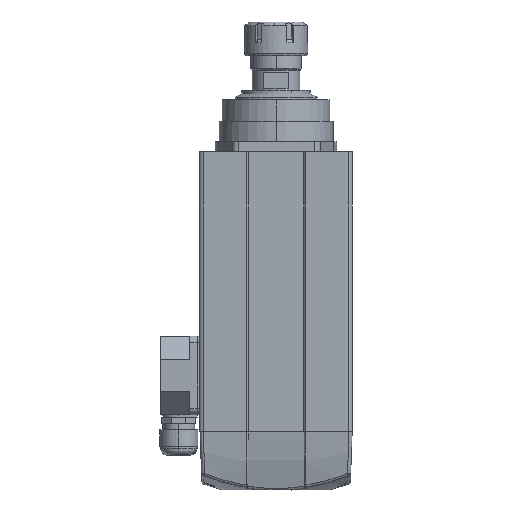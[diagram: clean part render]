
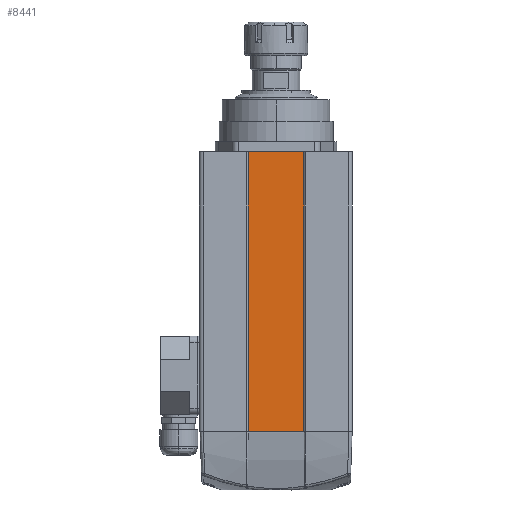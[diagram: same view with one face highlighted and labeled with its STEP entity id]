
A CAD part, left-side view. The second image highlights one B-rep face of the part: STEP entity #8441.
In plain terms, the highlighted planar face has unit normal (-1, 0, 0).
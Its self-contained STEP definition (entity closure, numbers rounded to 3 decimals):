
#190 = DIRECTION ( 'NONE',  ( 0., 0., -1. ) ) ;
#393 = LINE ( 'NONE', #14971, #6263 ) ;
#1080 = CARTESIAN_POINT ( 'NONE',  ( -11419.438, -7642.289, 221. ) ) ;
#2503 = FACE_OUTER_BOUND ( 'NONE', #18592, .T. ) ;
#3559 = LINE ( 'NONE', #21566, #8278 ) ;
#4098 = VERTEX_POINT ( 'NONE', #23593 ) ;
#4100 = ORIENTED_EDGE ( 'NONE', *, *, #18389, .F. ) ;
#6263 = VECTOR ( 'NONE', #25191, 1000. ) ;
#7488 = CARTESIAN_POINT ( 'NONE',  ( -11419.438, -7598.289, 221. ) ) ;
#8247 = VERTEX_POINT ( 'NONE', #9857 ) ;
#8278 = VECTOR ( 'NONE', #29515, 1000. ) ;
#8312 = AXIS2_PLACEMENT_3D ( 'NONE', #27821, #15263, #190 ) ;
#8441 = ADVANCED_FACE ( 'NONE', ( #2503 ), #25262, .F. ) ;
#9001 = DIRECTION ( 'NONE',  ( 0., 0., -1. ) ) ;
#9540 = ORIENTED_EDGE ( 'NONE', *, *, #26712, .F. ) ;
#9857 = CARTESIAN_POINT ( 'NONE',  ( -11419.438, -7642.289, 221. ) ) ;
#12872 = VERTEX_POINT ( 'NONE', #7488 ) ;
#13088 = VECTOR ( 'NONE', #9001, 1000. ) ;
#13857 = VECTOR ( 'NONE', #27569, 1000. ) ;
#14570 = CARTESIAN_POINT ( 'NONE',  ( -11419.438, -7598.289, 221. ) ) ;
#14971 = CARTESIAN_POINT ( 'NONE',  ( -11419.438, 0., 221. ) ) ;
#15225 = ORIENTED_EDGE ( 'NONE', *, *, #28398, .F. ) ;
#15263 = DIRECTION ( 'NONE',  ( 1., 0., 0. ) ) ;
#15462 = LINE ( 'NONE', #1080, #13088 ) ;
#18389 = EDGE_CURVE ( 'NONE', #8247, #26850, #15462, .T. ) ;
#18592 = EDGE_LOOP ( 'NONE', ( #4100, #15225, #9540, #26889 ) ) ;
#21566 = CARTESIAN_POINT ( 'NONE',  ( -11419.438, 0., 0. ) ) ;
#23593 = CARTESIAN_POINT ( 'NONE',  ( -11419.438, -7598.289, 0. ) ) ;
#25191 = DIRECTION ( 'NONE',  ( 0., -1., 0. ) ) ;
#25262 = PLANE ( 'NONE',  #8312 ) ;
#25644 = CARTESIAN_POINT ( 'NONE',  ( -11419.438, -7642.289, 0. ) ) ;
#26712 = EDGE_CURVE ( 'NONE', #4098, #12872, #30044, .T. ) ;
#26850 = VERTEX_POINT ( 'NONE', #25644 ) ;
#26889 = ORIENTED_EDGE ( 'NONE', *, *, #27025, .T. ) ;
#27025 = EDGE_CURVE ( 'NONE', #4098, #26850, #3559, .T. ) ;
#27569 = DIRECTION ( 'NONE',  ( 0., 0., 1. ) ) ;
#27821 = CARTESIAN_POINT ( 'NONE',  ( -11419.438, 0., 221. ) ) ;
#28398 = EDGE_CURVE ( 'NONE', #12872, #8247, #393, .T. ) ;
#29515 = DIRECTION ( 'NONE',  ( 0., -1., 0. ) ) ;
#30044 = LINE ( 'NONE', #14570, #13857 ) ;
